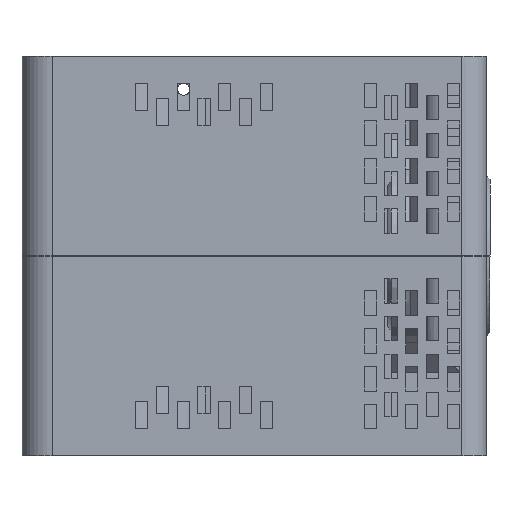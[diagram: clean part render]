
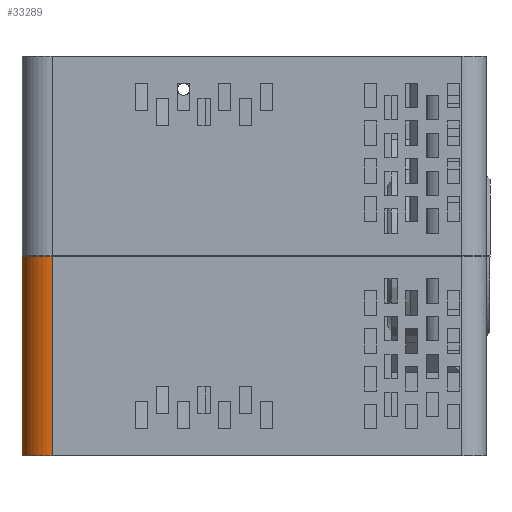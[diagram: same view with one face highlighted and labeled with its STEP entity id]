
A CAD part, left-side view. The second image highlights one B-rep face of the part: STEP entity #33289.
In plain terms, the highlighted cylindrical face has radius 5 mm (diameter 10 mm), a partial arc.
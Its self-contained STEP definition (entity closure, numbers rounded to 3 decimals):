
#581=CIRCLE('',#34925,5.);
#594=CIRCLE('',#34941,5.);
#720=CYLINDRICAL_SURFACE('',#35016,5.);
#1407=FACE_OUTER_BOUND('',#3294,.T.);
#3294=EDGE_LOOP('',(#23840,#23841,#23842,#23843));
#6366=LINE('',#47962,#10745);
#6524=LINE('',#48315,#10903);
#10745=VECTOR('',#37980,32.7);
#10903=VECTOR('',#38260,32.7);
#14794=VERTEX_POINT('',#46122);
#14795=VERTEX_POINT('',#46124);
#14984=VERTEX_POINT('',#47577);
#14985=VERTEX_POINT('',#47579);
#18110=EDGE_CURVE('',#14794,#14795,#581,.T.);
#18310=EDGE_CURVE('',#14985,#14984,#594,.T.);
#18503=EDGE_CURVE('',#14794,#14985,#6366,.T.);
#18676=EDGE_CURVE('',#14795,#14984,#6524,.T.);
#23840=ORIENTED_EDGE('',*,*,#18110,.F.);
#23841=ORIENTED_EDGE('',*,*,#18503,.T.);
#23842=ORIENTED_EDGE('',*,*,#18310,.T.);
#23843=ORIENTED_EDGE('',*,*,#18676,.F.);
#33289=ADVANCED_FACE('',(#1407),#720,.T.);
#34925=AXIS2_PLACEMENT_3D('',#46125,#37621,#37622);
#34941=AXIS2_PLACEMENT_3D('',#47580,#37763,#37764);
#35016=AXIS2_PLACEMENT_3D('',#48314,#38258,#38259);
#37621=DIRECTION('center_axis',(0.,0.,-1.));
#37622=DIRECTION('ref_axis',(-1.,0.,0.));
#37763=DIRECTION('center_axis',(0.,0.,-1.));
#37764=DIRECTION('ref_axis',(-1.,0.,0.));
#37980=DIRECTION('',(0.,0.,1.));
#38258=DIRECTION('center_axis',(0.,0.,1.));
#38259=DIRECTION('ref_axis',(-1.,0.,0.));
#38260=DIRECTION('',(0.,0.,1.));
#46122=CARTESIAN_POINT('',(-49.188,71.,-32.745));
#46124=CARTESIAN_POINT('',(-39.839,73.467,-32.745));
#46125=CARTESIAN_POINT('Origin',(-44.188,71.,-32.745));
#47577=CARTESIAN_POINT('',(-39.839,73.467,-0.045));
#47579=CARTESIAN_POINT('',(-49.188,71.,-0.045));
#47580=CARTESIAN_POINT('Origin',(-44.188,71.,-0.045));
#47962=CARTESIAN_POINT('',(-49.188,71.,-32.745));
#48314=CARTESIAN_POINT('Origin',(-44.188,71.,-32.745));
#48315=CARTESIAN_POINT('',(-39.839,73.467,-32.745));
